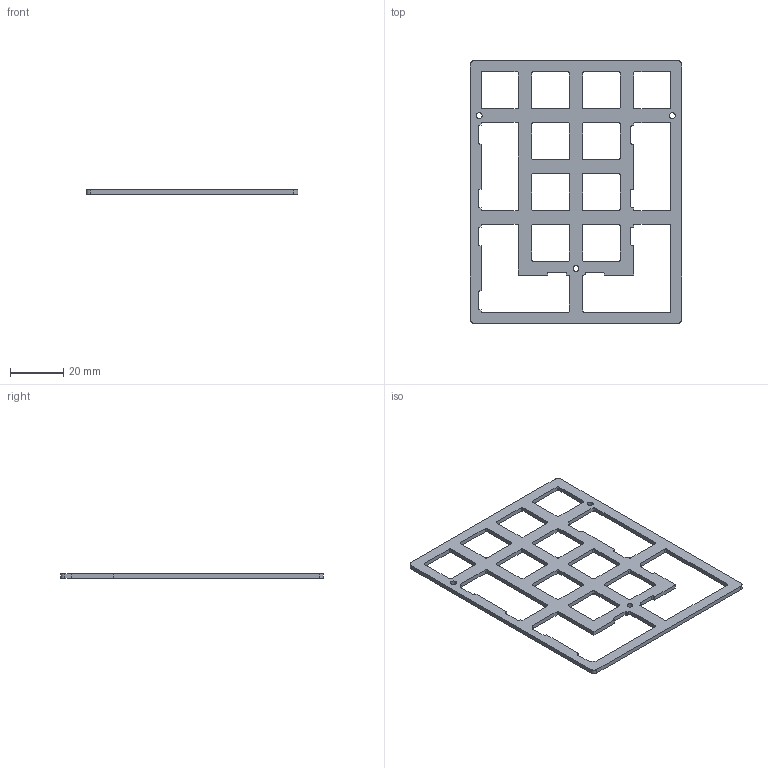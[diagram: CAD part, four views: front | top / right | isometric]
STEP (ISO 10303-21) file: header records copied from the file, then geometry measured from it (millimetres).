
FILE_DESCRIPTION(('KiCad electronic assembly'),'2;1');
FILE_NAME('65NumpadPLATE.step','2021-01-30T16:00:57',('An Author'),( 'A Company'),'Open CASCADE STEP processor 6.9', 'KiCad to STEP converter','Unknown');
FILE_SCHEMA(('AUTOMOTIVE_DESIGN { 1 0 10303 214 1 1 1 1 }'));
Length unit declared in the file: millimetre
Products named in the file (2): Open CASCADE STEP translator 6.9 1; COMPOUND
Assembly tree (1 placements, depth 2):
  Open CASCADE STEP translator 6.9 1
    COMPOUND
Bounding box: 79.38 x 98.42 x 1.6 mm (x, y, z)
Volume: 5432.2 mm3; surface area: 9011 mm2
Topology: 1 solids, 1 shells, 189 faces, 561 edges, 374 vertices
Faces by surface type: plane 106, cylinder 83
Full cylindrical faces by diameter (mm): 2.2 x3
Entity records: 13765 total; most frequent: CARTESIAN_POINT 2252, DIRECTION 2227, LINE 1347, VECTOR 1347, ORIENTED_EDGE 1122, PCURVE 1122, DEFINITIONAL_REPRESENTATION 1122, EDGE_CURVE 561
